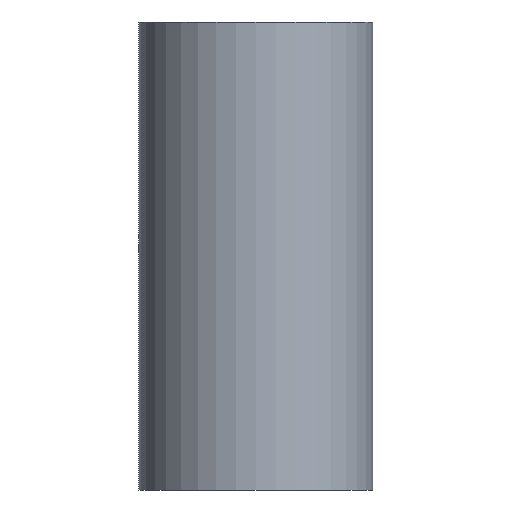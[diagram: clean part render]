
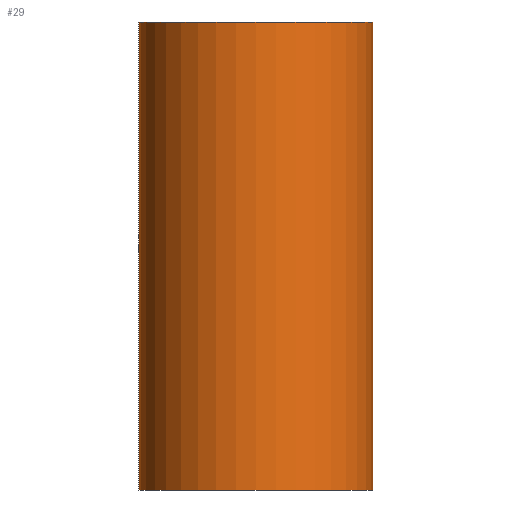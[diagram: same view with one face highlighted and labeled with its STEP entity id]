
A CAD part, front view. The second image highlights one B-rep face of the part: STEP entity #29.
In plain terms, the highlighted cylindrical face has radius 5 mm (diameter 10 mm), a partial arc.
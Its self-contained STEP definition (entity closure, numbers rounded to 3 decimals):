
#2 = DIRECTION ( 'NONE',  ( -1., 0., 0. ) ) ;
#18 = DIRECTION ( 'NONE',  ( 0., 0., 1. ) ) ;
#19 = LINE ( 'NONE', #105, #41 ) ;
#21 = LINE ( 'NONE', #82, #204 ) ;
#24 = DIRECTION ( 'NONE',  ( 0., 0., 1. ) ) ;
#29 = ADVANCED_FACE ( 'NONE', ( #166 ), #33, .T. ) ;
#30 = VERTEX_POINT ( 'NONE', #208 ) ;
#33 = CYLINDRICAL_SURFACE ( 'NONE', #193, 5. ) ;
#35 = DIRECTION ( 'NONE',  ( 0., 0., 1. ) ) ;
#39 = CARTESIAN_POINT ( 'NONE',  ( 0., 0., 20. ) ) ;
#41 = VECTOR ( 'NONE', #24, 1000. ) ;
#43 = CARTESIAN_POINT ( 'NONE',  ( 5., 0., 20. ) ) ;
#46 = CARTESIAN_POINT ( 'NONE',  ( -5., 0., 20. ) ) ;
#48 = EDGE_CURVE ( 'NONE', #182, #30, #104, .T. ) ;
#54 = EDGE_LOOP ( 'NONE', ( #154, #118, #153, #98 ) ) ;
#58 = AXIS2_PLACEMENT_3D ( 'NONE', #39, #18, #2 ) ;
#82 = CARTESIAN_POINT ( 'NONE',  ( -5., 0., 0. ) ) ;
#89 = CARTESIAN_POINT ( 'NONE',  ( 0., 0., 0. ) ) ;
#92 = AXIS2_PLACEMENT_3D ( 'NONE', #89, #187, #106 ) ;
#93 = EDGE_CURVE ( 'NONE', #197, #183, #151, .T. ) ;
#98 = ORIENTED_EDGE ( 'NONE', *, *, #178, .F. ) ;
#99 = CARTESIAN_POINT ( 'NONE',  ( 0., 0., 0. ) ) ;
#104 = CIRCLE ( 'NONE', #92, 5. ) ;
#105 = CARTESIAN_POINT ( 'NONE',  ( 5., 0., 0. ) ) ;
#106 = DIRECTION ( 'NONE',  ( -1., 0., 0. ) ) ;
#110 = CARTESIAN_POINT ( 'NONE',  ( 5., 0., 0. ) ) ;
#118 = ORIENTED_EDGE ( 'NONE', *, *, #162, .T. ) ;
#148 = DIRECTION ( 'NONE',  ( -1., 0., 0. ) ) ;
#151 = CIRCLE ( 'NONE', #58, 5. ) ;
#153 = ORIENTED_EDGE ( 'NONE', *, *, #93, .F. ) ;
#154 = ORIENTED_EDGE ( 'NONE', *, *, #48, .F. ) ;
#162 = EDGE_CURVE ( 'NONE', #182, #183, #19, .T. ) ;
#166 = FACE_OUTER_BOUND ( 'NONE', #54, .T. ) ;
#178 = EDGE_CURVE ( 'NONE', #30, #197, #21, .T. ) ;
#182 = VERTEX_POINT ( 'NONE', #110 ) ;
#183 = VERTEX_POINT ( 'NONE', #43 ) ;
#187 = DIRECTION ( 'NONE',  ( 0., 0., -1. ) ) ;
#193 = AXIS2_PLACEMENT_3D ( 'NONE', #99, #35, #148 ) ;
#197 = VERTEX_POINT ( 'NONE', #46 ) ;
#204 = VECTOR ( 'NONE', #205, 1000. ) ;
#205 = DIRECTION ( 'NONE',  ( 0., 0., 1. ) ) ;
#208 = CARTESIAN_POINT ( 'NONE',  ( -5., 0., 0. ) ) ;
